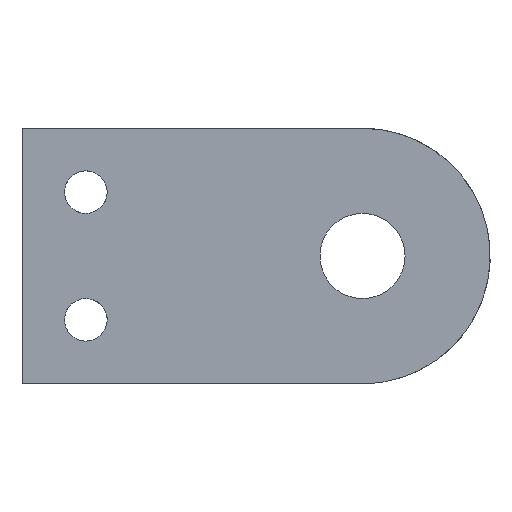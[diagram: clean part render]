
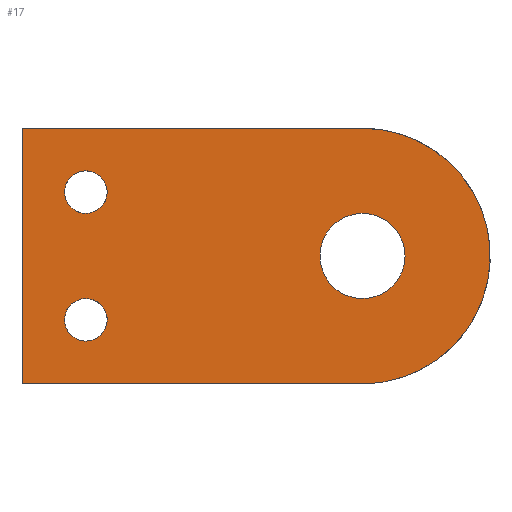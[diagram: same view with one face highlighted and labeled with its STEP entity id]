
A CAD part, left-side view. The second image highlights one B-rep face of the part: STEP entity #17.
In plain terms, the highlighted free-form (B-spline) face has degree [1, 1] with [2, 2] control points.
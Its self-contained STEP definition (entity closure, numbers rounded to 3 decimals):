
#17 = ADVANCED_FACE('',(#18,#51,#65,#79),#93,.F.);
#18 = FACE_BOUND('',#19,.T.);
#19 = EDGE_LOOP('',(#20,#32,#39,#46));
#20 = ORIENTED_EDGE('',*,*,#21,.F.);
#21 = EDGE_CURVE('',#22,#24,#26,.T.);
#22 = VERTEX_POINT('',#23);
#23 = CARTESIAN_POINT('',(0.,-116.634,87.475));
#24 = VERTEX_POINT('',#25);
#25 = CARTESIAN_POINT('',(0.,-116.634,0.));
#26 = ( BOUNDED_CURVE() B_SPLINE_CURVE(2,(#27,#28,#29,#30,#31),
.UNSPECIFIED.,.F.,.F.) B_SPLINE_CURVE_WITH_KNOTS((3,2,3),(3.927
,5.498,7.069),.PIECEWISE_BEZIER_KNOTS.) CURVE() 
GEOMETRIC_REPRESENTATION_ITEM() RATIONAL_B_SPLINE_CURVE((1.,
0.707,1.,0.707,1.)) REPRESENTATION_ITEM('') );
#27 = CARTESIAN_POINT('',(0.,-116.634,87.475));
#28 = CARTESIAN_POINT('',(0.,-160.371,87.475));
#29 = CARTESIAN_POINT('',(0.,-160.371,43.738));
#30 = CARTESIAN_POINT('',(0.,-160.371,0.));
#31 = CARTESIAN_POINT('',(0.,-116.634,0.));
#32 = ORIENTED_EDGE('',*,*,#33,.F.);
#33 = EDGE_CURVE('',#34,#22,#36,.T.);
#34 = VERTEX_POINT('',#35);
#35 = CARTESIAN_POINT('',(0.,0.,87.475));
#36 = B_SPLINE_CURVE_WITH_KNOTS('',1,(#37,#38),.UNSPECIFIED.,.F.,.F.,(2,
    2),(0.,80.),.PIECEWISE_BEZIER_KNOTS.);
#37 = CARTESIAN_POINT('',(0.,0.,87.475));
#38 = CARTESIAN_POINT('',(0.,-116.634,87.475));
#39 = ORIENTED_EDGE('',*,*,#40,.F.);
#40 = EDGE_CURVE('',#41,#34,#43,.T.);
#41 = VERTEX_POINT('',#42);
#42 = CARTESIAN_POINT('',(0.,0.,0.));
#43 = B_SPLINE_CURVE_WITH_KNOTS('',1,(#44,#45),.UNSPECIFIED.,.F.,.F.,(2,
    2),(0.,60.),.PIECEWISE_BEZIER_KNOTS.);
#44 = CARTESIAN_POINT('',(0.,0.,0.));
#45 = CARTESIAN_POINT('',(0.,0.,87.475));
#46 = ORIENTED_EDGE('',*,*,#47,.F.);
#47 = EDGE_CURVE('',#24,#41,#48,.T.);
#48 = B_SPLINE_CURVE_WITH_KNOTS('',1,(#49,#50),.UNSPECIFIED.,.F.,.F.,(2,
    2),(0.,80.),.PIECEWISE_BEZIER_KNOTS.);
#49 = CARTESIAN_POINT('',(0.,-116.634,0.));
#50 = CARTESIAN_POINT('',(0.,0.,0.));
#51 = FACE_BOUND('',#52,.T.);
#52 = EDGE_LOOP('',(#53));
#53 = ORIENTED_EDGE('',*,*,#54,.T.);
#54 = EDGE_CURVE('',#55,#55,#57,.T.);
#55 = VERTEX_POINT('',#56);
#56 = CARTESIAN_POINT('',(0.,-29.158,21.869));
#57 = ( BOUNDED_CURVE() B_SPLINE_CURVE(2,(#58,#59,#60,#61,#62,#63,#64),
.UNSPECIFIED.,.T.,.F.) B_SPLINE_CURVE_WITH_KNOTS((3,2,2,3),(
    3.142,5.236,7.33,9.425),
.PIECEWISE_BEZIER_KNOTS.) CURVE() GEOMETRIC_REPRESENTATION_ITEM() 
RATIONAL_B_SPLINE_CURVE((1.,0.5,1.,0.5,1.,0.5,1.)) REPRESENTATION_ITEM(
  '') );
#58 = CARTESIAN_POINT('',(0.,-29.158,21.869));
#59 = CARTESIAN_POINT('',(0.,-29.158,9.243));
#60 = CARTESIAN_POINT('',(0.,-18.224,15.556));
#61 = CARTESIAN_POINT('',(0.,-7.29,21.869));
#62 = CARTESIAN_POINT('',(0.,-18.224,28.182));
#63 = CARTESIAN_POINT('',(0.,-29.158,34.495));
#64 = CARTESIAN_POINT('',(0.,-29.158,21.869));
#65 = FACE_BOUND('',#66,.T.);
#66 = EDGE_LOOP('',(#67));
#67 = ORIENTED_EDGE('',*,*,#68,.T.);
#68 = EDGE_CURVE('',#69,#69,#71,.T.);
#69 = VERTEX_POINT('',#70);
#70 = CARTESIAN_POINT('',(0.,-29.158,65.606));
#71 = ( BOUNDED_CURVE() B_SPLINE_CURVE(2,(#72,#73,#74,#75,#76,#77,#78),
.UNSPECIFIED.,.T.,.F.) B_SPLINE_CURVE_WITH_KNOTS((3,2,2,3),(
    3.142,5.236,7.33,9.425),
.PIECEWISE_BEZIER_KNOTS.) CURVE() GEOMETRIC_REPRESENTATION_ITEM() 
RATIONAL_B_SPLINE_CURVE((1.,0.5,1.,0.5,1.,0.5,1.)) REPRESENTATION_ITEM(
  '') );
#72 = CARTESIAN_POINT('',(0.,-29.158,65.606));
#73 = CARTESIAN_POINT('',(0.,-29.158,52.98));
#74 = CARTESIAN_POINT('',(0.,-18.224,59.293));
#75 = CARTESIAN_POINT('',(0.,-7.29,65.606));
#76 = CARTESIAN_POINT('',(0.,-18.224,71.919));
#77 = CARTESIAN_POINT('',(0.,-29.158,78.232));
#78 = CARTESIAN_POINT('',(0.,-29.158,65.606));
#79 = FACE_BOUND('',#80,.T.);
#80 = EDGE_LOOP('',(#81));
#81 = ORIENTED_EDGE('',*,*,#82,.F.);
#82 = EDGE_CURVE('',#83,#83,#85,.T.);
#83 = VERTEX_POINT('',#84);
#84 = CARTESIAN_POINT('',(0.,-131.213,43.738));
#85 = ( BOUNDED_CURVE() B_SPLINE_CURVE(2,(#86,#87,#88,#89,#90,#91,#92),
.UNSPECIFIED.,.T.,.F.) B_SPLINE_CURVE_WITH_KNOTS((3,2,2,3),(
    3.142,5.236,7.33,9.425),
.PIECEWISE_BEZIER_KNOTS.) CURVE() GEOMETRIC_REPRESENTATION_ITEM() 
RATIONAL_B_SPLINE_CURVE((1.,0.5,1.,0.5,1.,0.5,1.)) REPRESENTATION_ITEM(
  '') );
#86 = CARTESIAN_POINT('',(0.,-131.213,43.738));
#87 = CARTESIAN_POINT('',(0.,-131.213,68.99));
#88 = CARTESIAN_POINT('',(0.,-109.344,56.364));
#89 = CARTESIAN_POINT('',(0.,-87.475,43.738));
#90 = CARTESIAN_POINT('',(0.,-109.344,31.112));
#91 = CARTESIAN_POINT('',(0.,-131.213,18.486));
#92 = CARTESIAN_POINT('',(0.,-131.213,43.738));
#93 = B_SPLINE_SURFACE_WITH_KNOTS('',1,1,(
    (#94,#95)
    ,(#96,#97
    )),.UNSPECIFIED.,.F.,.F.,.F.,(2,2),(2,2),(-15.,95.),(-30.,30.),
  .PIECEWISE_BEZIER_KNOTS.);
#94 = CARTESIAN_POINT('',(0.,-160.371,0.));
#95 = CARTESIAN_POINT('',(0.,-160.371,87.475));
#96 = CARTESIAN_POINT('',(0.,0.,0.));
#97 = CARTESIAN_POINT('',(0.,0.,87.475));
